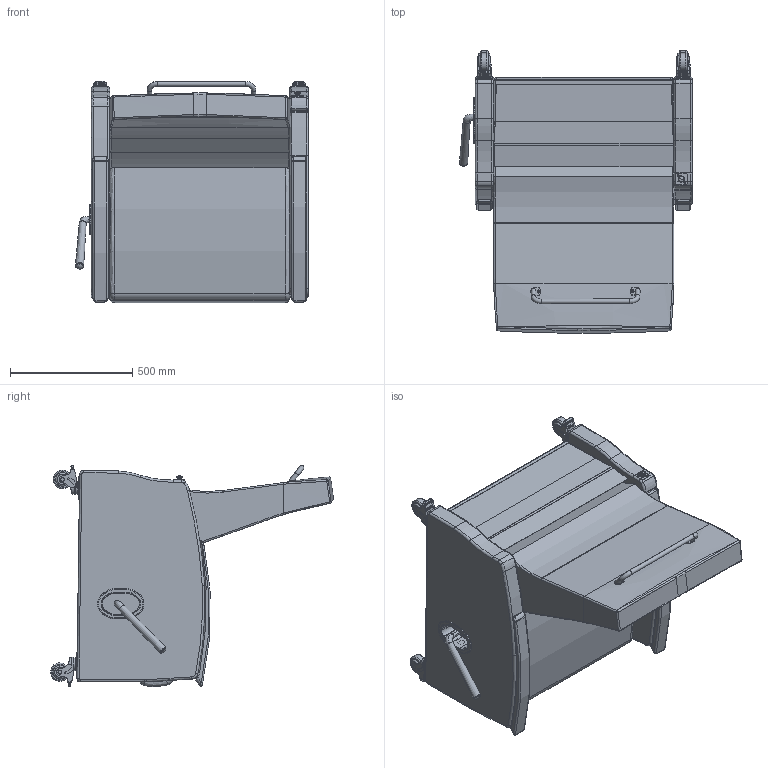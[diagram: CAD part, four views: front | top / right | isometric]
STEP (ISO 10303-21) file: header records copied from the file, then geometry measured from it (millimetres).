
FILE_DESCRIPTION(/* description */ (''),/* implementation_level */ '2;1');
FILE_NAME(/* name */ 'EB1167U.stp',/* time_stamp */ '2017-09-13T14:37:18-04:00',/* author */ ('emehringer'),/* organization */ (''),/* preprocessor_version */ 'ST-DEVELOPER v16.5',/* originating_system */ 'Autodesk Inventor 2017',/* authorisation */ '');
FILE_SCHEMA (('AUTOMOTIVE_DESIGN { 1 0 10303 214 3 1 1 }'));
Products named in the file (35): EB1167U-W-J (SYMBOL); 5030 UKP; 7030 USEAT; 5030 UKO; BEZEL-1; E1010-1 ACARM L; E1067-1 LARM R; FD400-2 R; E1010-1 MAC BLK; E4030 UBACK FLAP; E4030 UBACK; HINGE 22 NEW (closed); HINGE 22 NEW; HINGE 22 NEW PIN; PLT 1060 LO M; Knob and spring; 7000-2 CON PLT; PB3; PUSH BAR 17.625; PUSH BAR 17.625_1; PUSH BAR 17.625 right side; 1420X1.5 PSHPB; CAST COL 4inSLB; _NG-03AMP-125-TL-TP01_fork; _TP01_Next Generation Series_0; _NG-03QDP-125-SW-TP01_rivet; _NG-03AMP-125-TL-TP01_wheel_core; _NG-03AMP-125-TL-TP01_wheel_tread; _NG-03AMP-125-TL-TP01_wheel_guard; _NG-03AMP-125-TL-TP01_wheel_tguard; _NG-03AMP-125-TL-TP01_cap; HDL 3000 BLK; HDL 3000 BLKPLASTIC; HDL 3000 BLK METAL; CABLE LEVER
Assembly tree (41 placements, depth 4):
  EB1167U-W-J (SYMBOL)
    5030 UKP
    7030 USEAT
    5030 UKO
    BEZEL-1
    E1010-1 ACARM L
    E1067-1 LARM R
    FD400-2 R
    E1010-1 MAC BLK  x2
    E4030 UBACK FLAP
    E4030 UBACK
    HINGE 22 NEW (closed)
      HINGE 22 NEW  x2
      HINGE 22 NEW PIN
    PLT 1060 LO M
    Knob and spring
    7000-2 CON PLT
    PB3
      PUSH BAR 17.625
        PUSH BAR 17.625_1
        PUSH BAR 17.625 right side
      1420X1.5 PSHPB  x2
    CAST COL 4inSLB  x4
      _NG-03AMP-125-TL-TP01_fork
      _TP01_Next Generation Series_0
      _NG-03QDP-125-SW-TP01_rivet
      _NG-03AMP-125-TL-TP01_wheel_core
      _NG-03AMP-125-TL-TP01_wheel_tread
      _NG-03AMP-125-TL-TP01_wheel_guard
      _NG-03AMP-125-TL-TP01_wheel_tguard
      _NG-03AMP-125-TL-TP01_cap
    HDL 3000 BLK
      HDL 3000 BLKPLASTIC
      HDL 3000 BLK METAL
    CABLE LEVER
Bounding box: 953.23 x 1156.79 x 904.51 mm (x, y, z)
Volume: 218180860.6 mm3; surface area: 7157953.8 mm2
Topology: 60 solids, 175 shells, 2016 faces, 5286 edges, 3491 vertices
Faces by surface type: cylinder 826, plane 768, torus 222, bspline 109, cone 64, sphere 27
Full cylindrical faces by diameter (mm): 2.794 x1, 5.953 x1, 6.35 x2, 7.938 x2, 11.112 x8, 11.989 x4, 12.497 x2, 12.7 x1, 14.877 x4, 15.062 x4, 15.24 x8, 19.05 x3, 19.075 x5, 23.812 x1, 25.4 x4, 30.162 x1, 38.049 x4, 44.298 x4, 52.273 x4, 55.372 x8, 57.15 x8, 76.2 x4
Entity records: 52691 total; most frequent: CARTESIAN_POINT 21174, DIRECTION 6469, ORIENTED_EDGE 5892, EDGE_CURVE 3212, AXIS2_PLACEMENT_3D 2498, VERTEX_POINT 2211, LINE 1473, VECTOR 1473
